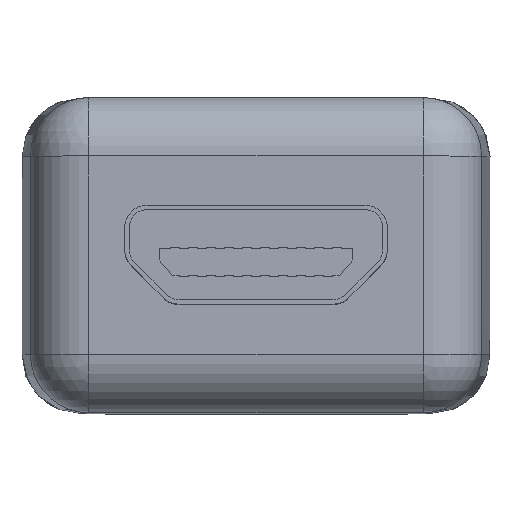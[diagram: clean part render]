
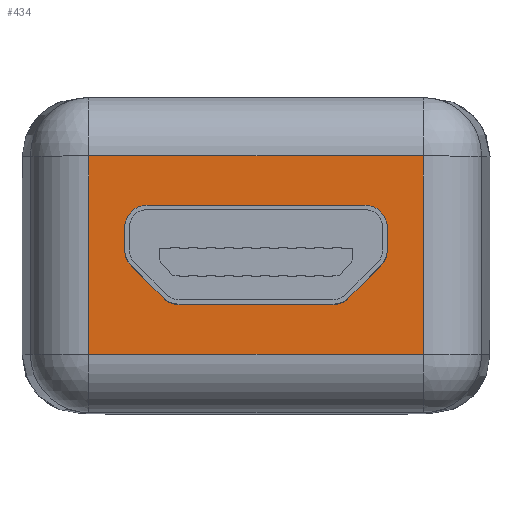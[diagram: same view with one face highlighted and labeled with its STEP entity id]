
A CAD part, top view. The second image highlights one B-rep face of the part: STEP entity #434.
In plain terms, the highlighted planar face has unit normal (0, 0, 1).
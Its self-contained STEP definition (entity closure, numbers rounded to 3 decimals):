
#17 = ORIENTED_EDGE ( 'NONE', *, *, #2566, .T. ) ;
#43 = CARTESIAN_POINT ( 'NONE',  ( 5., -2.2, 0. ) ) ;
#391 = PLANE ( 'NONE',  #1388 ) ;
#434 = ADVANCED_FACE ( 'NONE', ( #4183 ), #391, .F. ) ;
#1388 = AXIS2_PLACEMENT_3D ( 'NONE', #1571, #10328, #10221 ) ;
#1404 = DIRECTION ( 'NONE',  ( -1., 0., 0. ) ) ;
#1571 = CARTESIAN_POINT ( 'NONE',  ( 0., 0., 0. ) ) ;
#2393 = VERTEX_POINT ( 'NONE', #15666 ) ;
#2566 = EDGE_CURVE ( 'NONE', #4908, #2393, #6023, .T. ) ;
#3325 = CARTESIAN_POINT ( 'NONE',  ( -3.709, -3.5, 0. ) ) ;
#3437 = CARTESIAN_POINT ( 'NONE',  ( 3.709, 3.5, 0. ) ) ;
#4183 = FACE_OUTER_BOUND ( 'NONE', #8800, .T. ) ;
#4518 = ORIENTED_EDGE ( 'NONE', *, *, #7250, .T. ) ;
#4852 = DIRECTION ( 'NONE',  ( 1., 0., 0. ) ) ;
#4908 = VERTEX_POINT ( 'NONE', #7670 ) ;
#4961 = LINE ( 'NONE', #3325, #8035 ) ;
#5448 = VERTEX_POINT ( 'NONE', #11708 ) ;
#6023 = LINE ( 'NONE', #43, #7573 ) ;
#7250 = EDGE_CURVE ( 'NONE', #2393, #8289, #12681, .T. ) ;
#7415 = DIRECTION ( 'NONE',  ( 0., 1., 0. ) ) ;
#7573 = VECTOR ( 'NONE', #4852, 1000. ) ;
#7670 = CARTESIAN_POINT ( 'NONE',  ( -3.709, -2.2, 0. ) ) ;
#8035 = VECTOR ( 'NONE', #8313, 1000. ) ;
#8289 = VERTEX_POINT ( 'NONE', #8463 ) ;
#8313 = DIRECTION ( 'NONE',  ( 0., -1., 0. ) ) ;
#8463 = CARTESIAN_POINT ( 'NONE',  ( 3.709, 2.2, 0. ) ) ;
#8800 = EDGE_LOOP ( 'NONE', ( #13727, #17, #4518, #9851 ) ) ;
#9588 = VECTOR ( 'NONE', #7415, 1000. ) ;
#9851 = ORIENTED_EDGE ( 'NONE', *, *, #10189, .T. ) ;
#10189 = EDGE_CURVE ( 'NONE', #8289, #5448, #11609, .T. ) ;
#10221 = DIRECTION ( 'NONE',  ( -1., 0., 0. ) ) ;
#10328 = DIRECTION ( 'NONE',  ( 0., 0., -1. ) ) ;
#11403 = CARTESIAN_POINT ( 'NONE',  ( -5., 2.2, 0. ) ) ;
#11609 = LINE ( 'NONE', #11403, #14102 ) ;
#11708 = CARTESIAN_POINT ( 'NONE',  ( -3.709, 2.2, 0. ) ) ;
#12396 = EDGE_CURVE ( 'NONE', #5448, #4908, #4961, .T. ) ;
#12681 = LINE ( 'NONE', #3437, #9588 ) ;
#13727 = ORIENTED_EDGE ( 'NONE', *, *, #12396, .T. ) ;
#14102 = VECTOR ( 'NONE', #1404, 1000. ) ;
#15666 = CARTESIAN_POINT ( 'NONE',  ( 3.709, -2.2, 0. ) ) ;
